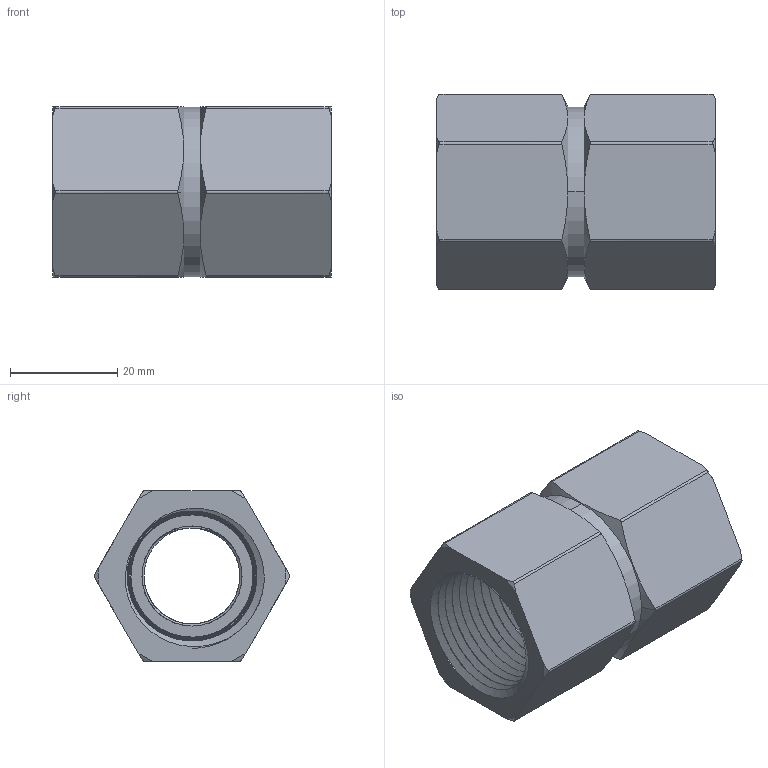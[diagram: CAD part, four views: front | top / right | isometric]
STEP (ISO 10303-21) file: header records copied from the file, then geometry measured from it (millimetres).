
FILE_DESCRIPTION((''),'2;1');
FILE_NAME('H-SSR_HEX_REDUCING_COUPLING','2025-07-08T08:26:23',('Administrator'),(''),'CREO PARAMETRIC BY PTC INC, 2020414','CREO PARAMETRIC BY PTC INC, 2020414','');
FILE_SCHEMA(('AUTOMOTIVE_DESIGN { 1 0 10303 214 1 1 1 1 }'));
Length unit declared in the file: millimetre
Products named in the file (1): H-SSR_HEX_REDUCING_COUPLING
Bounding box: 52 x 36.56 x 31.8 mm (x, y, z)
Volume: 24736 mm3; surface area: 13253.6 mm2
Topology: 1 solids, 1 shells, 123 faces, 351 edges, 237 vertices
Faces by surface type: cone 60, bspline 25, cylinder 20, plane 18
Entity records: 12833 total; most frequent: CARTESIAN_POINT 9894, ORIENTED_EDGE 694, DIRECTION 375, EDGE_CURVE 347, VERTEX_POINT 227, B_SPLINE_CURVE_WITH_KNOTS 202, AXIS2_PLACEMENT_3D 127, EDGE_LOOP 126
